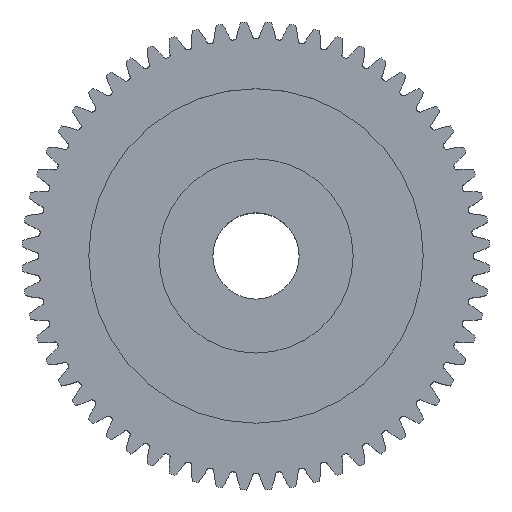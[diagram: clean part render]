
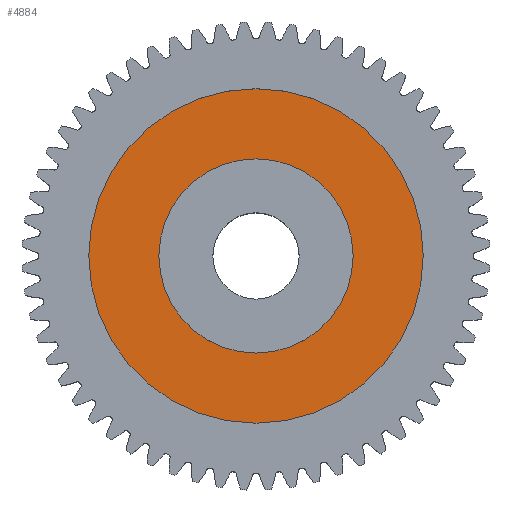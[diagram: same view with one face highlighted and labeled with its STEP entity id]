
A CAD part, top view. The second image highlights one B-rep face of the part: STEP entity #4884.
In plain terms, the highlighted planar face has unit normal (0, 0, 1).
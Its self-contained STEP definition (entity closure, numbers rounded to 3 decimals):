
#4779 = ORIENTED_EDGE ( 'NONE', *, *, #5361, .F. ) ;
#4834 = EDGE_LOOP ( 'NONE', ( #4895, #4896 ) ) ;
#4852 = EDGE_CURVE ( 'NONE', #5411, #5550, #11469, .T. ) ;
#4884 = ADVANCED_FACE ( 'NONE', ( #11400, #11359 ), #11358, .F. ) ;
#4893 = EDGE_CURVE ( 'NONE', #5397, #5435, #11398, .T. ) ;
#4895 = ORIENTED_EDGE ( 'NONE', *, *, #5408, .T. ) ;
#4896 = ORIENTED_EDGE ( 'NONE', *, *, #4852, .T. ) ;
#4897 = EDGE_LOOP ( 'NONE', ( #5117, #4779 ) ) ;
#5117 = ORIENTED_EDGE ( 'NONE', *, *, #4893, .F. ) ;
#5361 = EDGE_CURVE ( 'NONE', #5435, #5397, #11634, .T. ) ;
#5397 = VERTEX_POINT ( 'NONE', #11514 ) ;
#5408 = EDGE_CURVE ( 'NONE', #5550, #5411, #11550, .T. ) ;
#5411 = VERTEX_POINT ( 'NONE', #11649 ) ;
#5435 = VERTEX_POINT ( 'NONE', #11665 ) ;
#5550 = VERTEX_POINT ( 'NONE', #11771 ) ;
#11344 = DIRECTION ( 'NONE',  ( -1., 0., 0. ) ) ;
#11345 = DIRECTION ( 'NONE',  ( 0., 0., -1. ) ) ;
#11346 = CARTESIAN_POINT ( 'NONE',  ( 0., 0., 4. ) ) ;
#11347 = AXIS2_PLACEMENT_3D ( 'NONE', #11346, #11345, #11344 ) ;
#11358 = PLANE ( 'NONE',  #11399 ) ;
#11359 = FACE_OUTER_BOUND ( 'NONE', #4897, .T. ) ;
#11377 = DIRECTION ( 'NONE',  ( -1., 0., 0. ) ) ;
#11378 = DIRECTION ( 'NONE',  ( 0., 0., -1. ) ) ;
#11387 = DIRECTION ( 'NONE',  ( -1., 0., 0. ) ) ;
#11388 = DIRECTION ( 'NONE',  ( 0., 0., -1. ) ) ;
#11389 = CARTESIAN_POINT ( 'NONE',  ( 0., 0., 4. ) ) ;
#11398 = CIRCLE ( 'NONE', #11347, 15.5 ) ;
#11399 = AXIS2_PLACEMENT_3D ( 'NONE', #11402, #11378, #11377 ) ;
#11400 = FACE_BOUND ( 'NONE', #4834, .T. ) ;
#11402 = CARTESIAN_POINT ( 'NONE',  ( 0., 0., 4. ) ) ;
#11468 = AXIS2_PLACEMENT_3D ( 'NONE', #11389, #11388, #11387 ) ;
#11469 = CIRCLE ( 'NONE', #11468, 9. ) ;
#11514 = CARTESIAN_POINT ( 'NONE',  ( -15.5, 0., 4. ) ) ;
#11550 = CIRCLE ( 'NONE', #11589, 9. ) ;
#11587 = DIRECTION ( 'NONE',  ( 0., 0., -1. ) ) ;
#11588 = CARTESIAN_POINT ( 'NONE',  ( 0., 0., 4. ) ) ;
#11589 = AXIS2_PLACEMENT_3D ( 'NONE', #11588, #11587, #11651 ) ;
#11610 = DIRECTION ( 'NONE',  ( -1., 0., 0. ) ) ;
#11626 = DIRECTION ( 'NONE',  ( 0., 0., -1. ) ) ;
#11627 = AXIS2_PLACEMENT_3D ( 'NONE', #11633, #11626, #11610 ) ;
#11633 = CARTESIAN_POINT ( 'NONE',  ( 0., 0., 4. ) ) ;
#11634 = CIRCLE ( 'NONE', #11627, 15.5 ) ;
#11649 = CARTESIAN_POINT ( 'NONE',  ( 9., 0., 4. ) ) ;
#11651 = DIRECTION ( 'NONE',  ( -1., 0., 0. ) ) ;
#11665 = CARTESIAN_POINT ( 'NONE',  ( 15.5, 0., 4. ) ) ;
#11771 = CARTESIAN_POINT ( 'NONE',  ( -9., 0., 4. ) ) ;
